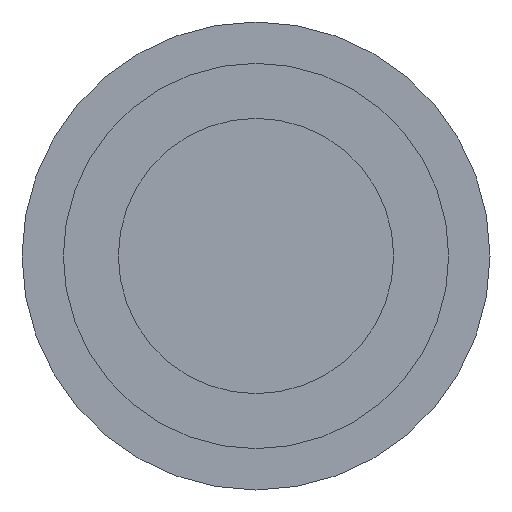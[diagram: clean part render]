
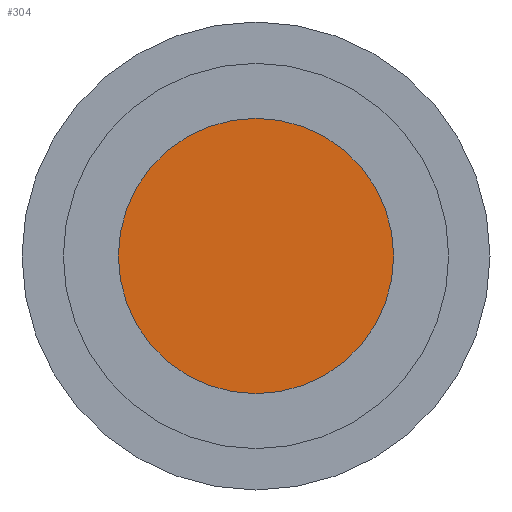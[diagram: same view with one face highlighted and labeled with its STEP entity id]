
A CAD part, left-side view. The second image highlights one B-rep face of the part: STEP entity #304.
In plain terms, the highlighted planar face has unit normal (-1, 0, 0).
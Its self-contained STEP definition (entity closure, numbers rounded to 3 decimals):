
#22 = DIRECTION ( 'NONE',  ( 0., 0., 1. ) ) ;
#40 = PLANE ( 'NONE',  #298 ) ;
#47 = CARTESIAN_POINT ( 'NONE',  ( -10.918, 20.132, -10. ) ) ;
#58 = VERTEX_POINT ( 'NONE', #303 ) ;
#92 = AXIS2_PLACEMENT_3D ( 'NONE', #461, #186, #348 ) ;
#94 = CARTESIAN_POINT ( 'NONE',  ( -10.918, 20.132, 0. ) ) ;
#140 = CARTESIAN_POINT ( 'NONE',  ( -10.918, 0., 0. ) ) ;
#186 = DIRECTION ( 'NONE',  ( -1., 0., 0. ) ) ;
#222 = EDGE_CURVE ( 'NONE', #454, #58, #246, .T. ) ;
#226 = AXIS2_PLACEMENT_3D ( 'NONE', #94, #363, #22 ) ;
#246 = CIRCLE ( 'NONE', #92, 10. ) ;
#265 = ORIENTED_EDGE ( 'NONE', *, *, #222, .T. ) ;
#279 = EDGE_LOOP ( 'NONE', ( #308, #265 ) ) ;
#298 = AXIS2_PLACEMENT_3D ( 'NONE', #140, #305, #417 ) ;
#303 = CARTESIAN_POINT ( 'NONE',  ( -10.918, 20.132, 10. ) ) ;
#304 = ADVANCED_FACE ( 'NONE', ( #456 ), #40, .F. ) ;
#305 = DIRECTION ( 'NONE',  ( 1., 0., 0. ) ) ;
#308 = ORIENTED_EDGE ( 'NONE', *, *, #352, .T. ) ;
#348 = DIRECTION ( 'NONE',  ( 0., 0., 1. ) ) ;
#352 = EDGE_CURVE ( 'NONE', #58, #454, #478, .T. ) ;
#363 = DIRECTION ( 'NONE',  ( -1., 0., 0. ) ) ;
#417 = DIRECTION ( 'NONE',  ( 0., 0., -1. ) ) ;
#454 = VERTEX_POINT ( 'NONE', #47 ) ;
#456 = FACE_OUTER_BOUND ( 'NONE', #279, .T. ) ;
#461 = CARTESIAN_POINT ( 'NONE',  ( -10.918, 20.132, 0. ) ) ;
#478 = CIRCLE ( 'NONE', #226, 10. ) ;
